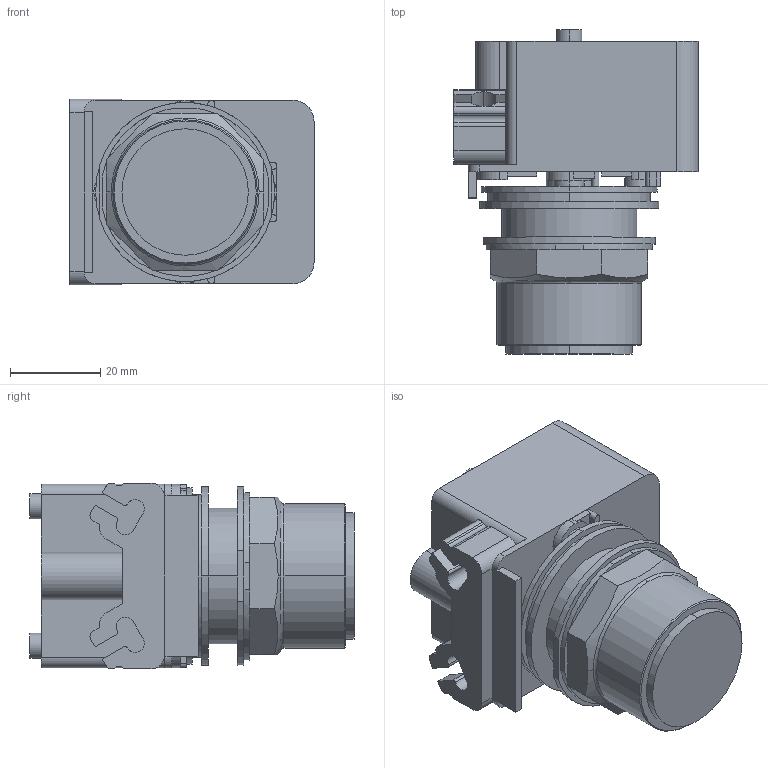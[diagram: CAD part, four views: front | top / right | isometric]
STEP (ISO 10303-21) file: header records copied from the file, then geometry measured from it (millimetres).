
FILE_DESCRIPTION(('starvars output'),'2;1');
FILE_NAME('9001SK52J1_3D.stp','11:26:19 2020/04/07',( 'Thomas Industrial Network Germany GmbH'),( 'Thomas Industrial Network Germany GmbH'),'unknown preprocess','ACIS' ,'unknown authorization');
FILE_SCHEMA(('AUTOMOTIVE_DESIGN_CC2 {UNKNOWN IMPLEMENTATION LEVEL}'));
Length unit declared in the file: millimetre
Products named in the file (1): PRODUCT_ID_3
Bounding box: 54.08 x 71.81 x 41.15 mm (x, y, z)
Volume: 85543.6 mm3; surface area: 24050.1 mm2
Topology: 2 solids, 3 shells, 298 faces, 811 edges, 530 vertices
Faces by surface type: plane 174, cylinder 118, cone 4, torus 2
Entity records: 10760 total; most frequent: ORIENTED_EDGE 1622, CARTESIAN_POINT 1535, DIRECTION 1189, EDGE_CURVE 811, VERTEX_POINT 530, VECTOR 441, LINE 441, AXIS2_PLACEMENT_3D 374
